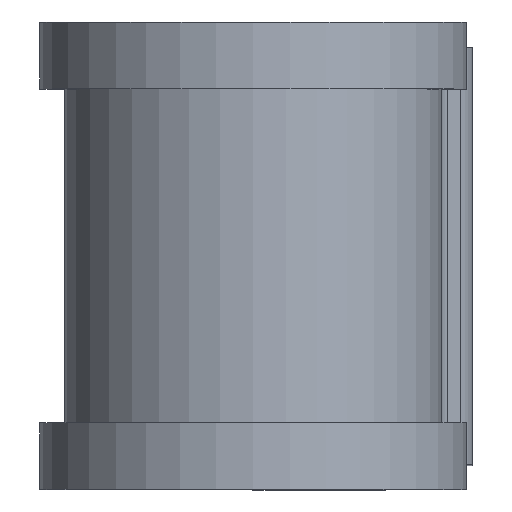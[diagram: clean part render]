
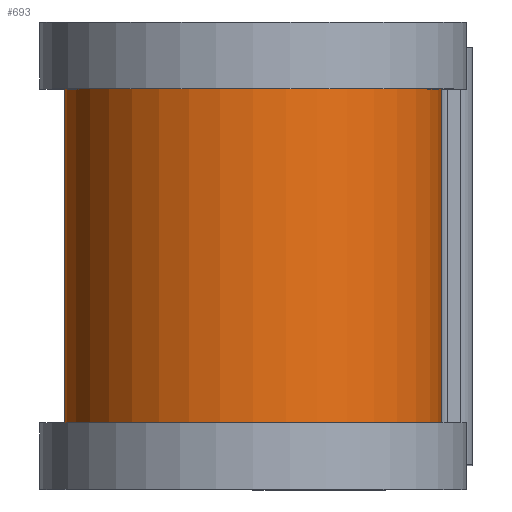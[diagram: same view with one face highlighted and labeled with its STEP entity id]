
A CAD part, top view. The second image highlights one B-rep face of the part: STEP entity #693.
In plain terms, the highlighted cylindrical face has radius 11.468 mm (diameter 22.936 mm), a partial arc.
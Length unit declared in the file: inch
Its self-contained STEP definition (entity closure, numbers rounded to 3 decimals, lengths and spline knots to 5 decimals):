
#26 = VECTOR ( 'NONE', #1590, 39.37008 ) ;
#53 = ORIENTED_EDGE ( 'NONE', *, *, #67, .F. ) ;
#67 = EDGE_CURVE ( 'NONE', #1275, #887, #213, .T. ) ;
#105 = VERTEX_POINT ( 'NONE', #1303 ) ;
#153 = AXIS2_PLACEMENT_3D ( 'NONE', #1264, #456, #1396 ) ;
#175 = CARTESIAN_POINT ( 'NONE',  ( 0., 0.4, 0. ) ) ;
#213 = LINE ( 'NONE', #1555, #1570 ) ;
#229 = CARTESIAN_POINT ( 'NONE',  ( 0., 0.5, -0.4515 ) ) ;
#301 = ORIENTED_EDGE ( 'NONE', *, *, #754, .T. ) ;
#307 = DIRECTION ( 'NONE',  ( 0., 0., -1. ) ) ;
#442 = AXIS2_PLACEMENT_3D ( 'NONE', #913, #984, #1061 ) ;
#456 = DIRECTION ( 'NONE',  ( 0., -1., 0. ) ) ;
#491 = FACE_OUTER_BOUND ( 'NONE', #1427, .T. ) ;
#560 = ORIENTED_EDGE ( 'NONE', *, *, #1281, .T. ) ;
#595 = CIRCLE ( 'NONE', #1085, 0.4515 ) ;
#693 = ADVANCED_FACE ( 'NONE', ( #491 ), #766, .T. ) ;
#754 = EDGE_CURVE ( 'NONE', #105, #1602, #1634, .T. ) ;
#766 = CYLINDRICAL_SURFACE ( 'NONE', #442, 0.4515 ) ;
#795 = CIRCLE ( 'NONE', #153, 0.4515 ) ;
#826 = CARTESIAN_POINT ( 'NONE',  ( 0.4515, 0.4, 0. ) ) ;
#887 = VERTEX_POINT ( 'NONE', #1583 ) ;
#913 = CARTESIAN_POINT ( 'NONE',  ( 0., 0.5, 0. ) ) ;
#984 = DIRECTION ( 'NONE',  ( 0., -1., 0. ) ) ;
#1020 = ORIENTED_EDGE ( 'NONE', *, *, #1422, .F. ) ;
#1061 = DIRECTION ( 'NONE',  ( 0., 0., -1. ) ) ;
#1085 = AXIS2_PLACEMENT_3D ( 'NONE', #175, #1108, #307 ) ;
#1108 = DIRECTION ( 'NONE',  ( 0., -1., 0. ) ) ;
#1264 = CARTESIAN_POINT ( 'NONE',  ( 0., -0.4, 0. ) ) ;
#1275 = VERTEX_POINT ( 'NONE', #826 ) ;
#1281 = EDGE_CURVE ( 'NONE', #1275, #105, #595, .T. ) ;
#1303 = CARTESIAN_POINT ( 'NONE',  ( 0., 0.4, -0.4515 ) ) ;
#1396 = DIRECTION ( 'NONE',  ( 0., 0., -1. ) ) ;
#1422 = EDGE_CURVE ( 'NONE', #887, #1602, #795, .T. ) ;
#1427 = EDGE_LOOP ( 'NONE', ( #53, #560, #301, #1020 ) ) ;
#1555 = CARTESIAN_POINT ( 'NONE',  ( 0.4515, 0.5, 0. ) ) ;
#1570 = VECTOR ( 'NONE', #1699, 39.37008 ) ;
#1583 = CARTESIAN_POINT ( 'NONE',  ( 0.4515, -0.4, 0. ) ) ;
#1590 = DIRECTION ( 'NONE',  ( 0., -1., 0. ) ) ;
#1595 = CARTESIAN_POINT ( 'NONE',  ( 0., -0.4, -0.4515 ) ) ;
#1602 = VERTEX_POINT ( 'NONE', #1595 ) ;
#1634 = LINE ( 'NONE', #229, #26 ) ;
#1699 = DIRECTION ( 'NONE',  ( 0., -1., 0. ) ) ;
